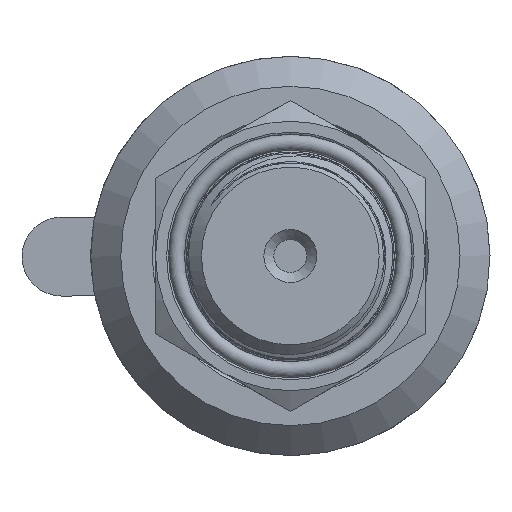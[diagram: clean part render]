
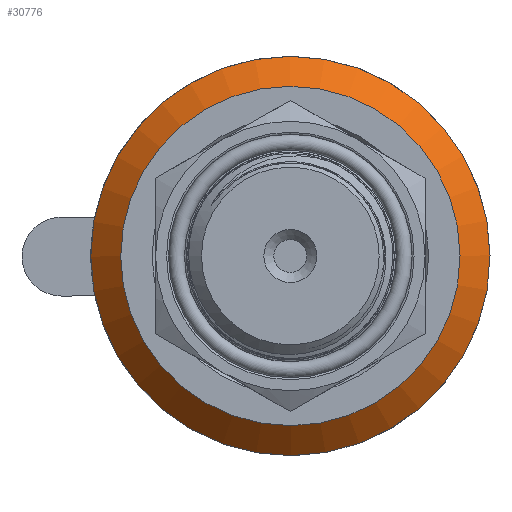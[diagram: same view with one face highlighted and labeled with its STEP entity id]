
A CAD part, left-side view. The second image highlights one B-rep face of the part: STEP entity #30776.
In plain terms, the highlighted conical face has half-angle 45 degrees and reference radius 18.5 mm.
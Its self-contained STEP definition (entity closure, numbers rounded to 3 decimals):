
#581=CONICAL_SURFACE('',#32986,18.5,0.785);
#2975=FACE_OUTER_BOUND('',#4739,.T.);
#4739=EDGE_LOOP('',(#27011,#27012,#27013,#27014));
#5699=CIRCLE('',#32985,20.);
#5700=CIRCLE('',#32987,17.);
#9306=LINE('',#69537,#12242);
#12242=VECTOR('',#39348,18.5);
#14883=VERTEX_POINT('',#69532);
#14884=VERTEX_POINT('',#69536);
#19054=EDGE_CURVE('',#14883,#14883,#5699,.T.);
#19055=EDGE_CURVE('',#14883,#14884,#9306,.T.);
#19056=EDGE_CURVE('',#14884,#14884,#5700,.T.);
#27011=ORIENTED_EDGE('',*,*,#19054,.F.);
#27012=ORIENTED_EDGE('',*,*,#19055,.T.);
#27013=ORIENTED_EDGE('',*,*,#19056,.T.);
#27014=ORIENTED_EDGE('',*,*,#19055,.F.);
#30776=ADVANCED_FACE('',(#2975),#581,.T.);
#32985=AXIS2_PLACEMENT_3D('',#69534,#39344,#39345);
#32986=AXIS2_PLACEMENT_3D('',#69535,#39346,#39347);
#32987=AXIS2_PLACEMENT_3D('',#69538,#39349,#39350);
#39344=DIRECTION('center_axis',(-1.,0.,0.));
#39345=DIRECTION('ref_axis',(0.,0.,
-1.));
#39346=DIRECTION('center_axis',(-1.,0.,0.));
#39347=DIRECTION('ref_axis',(0.,-1.,0.));
#39348=DIRECTION('',(0.707,-0.707,0.));
#39349=DIRECTION('center_axis',(-1.,0.,0.));
#39350=DIRECTION('ref_axis',(0.,0.,
-1.));
#69532=CARTESIAN_POINT('',(21.,20.,0.));
#69534=CARTESIAN_POINT('Origin',(21.,0.,0.));
#69535=CARTESIAN_POINT('Origin',(22.5,0.,0.));
#69536=CARTESIAN_POINT('',(24.,17.,0.));
#69537=CARTESIAN_POINT('',(22.5,18.5,0.));
#69538=CARTESIAN_POINT('Origin',(24.,0.,0.));
